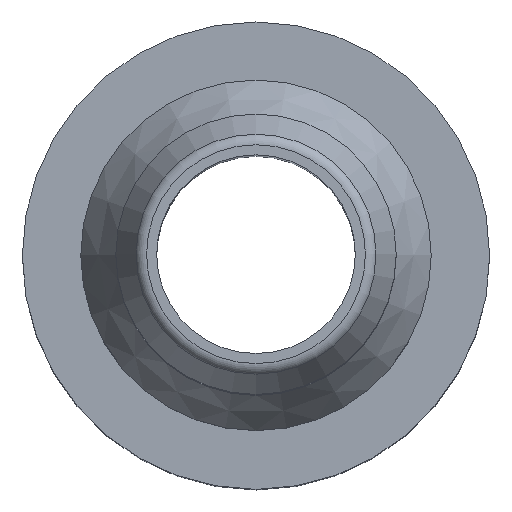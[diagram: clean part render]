
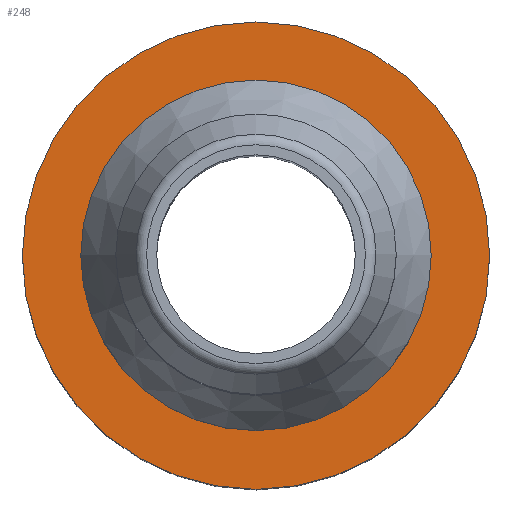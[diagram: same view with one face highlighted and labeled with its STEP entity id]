
A CAD part, top view. The second image highlights one B-rep face of the part: STEP entity #248.
In plain terms, the highlighted planar face has unit normal (0, 0, 1).
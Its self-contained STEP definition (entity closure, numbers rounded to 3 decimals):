
#52=ORIENTED_EDGE('',*,*,#89,.T.);
#53=ORIENTED_EDGE('',*,*,#88,.F.);
#88=EDGE_CURVE('',#110,#110,#132,.T.);
#89=EDGE_CURVE('',#111,#111,#133,.T.);
#110=VERTEX_POINT('',#435);
#111=VERTEX_POINT('',#438);
#132=CIRCLE('',#291,4.);
#133=CIRCLE('',#293,2.75);
#162=EDGE_LOOP('',(#52));
#163=EDGE_LOOP('',(#53));
#206=FACE_BOUND('',#162,.T.);
#207=FACE_BOUND('',#163,.T.);
#237=PLANE('',#292);
#248=ADVANCED_FACE('',(#206,#207),#237,.T.);
#291=AXIS2_PLACEMENT_3D('',#434,#353,#354);
#292=AXIS2_PLACEMENT_3D('',#436,#355,#356);
#293=AXIS2_PLACEMENT_3D('',#437,#357,#358);
#353=DIRECTION('',(0.,0.,-1.));
#354=DIRECTION('',(-1.,0.,0.));
#355=DIRECTION('',(0.,0.,1.));
#356=DIRECTION('',(1.,0.,0.));
#357=DIRECTION('',(0.,0.,-1.));
#358=DIRECTION('',(-1.,0.,0.));
#434=CARTESIAN_POINT('',(0.,0.,-14.7));
#435=CARTESIAN_POINT('',(-4.,0.,-14.7));
#436=CARTESIAN_POINT('',(0.,4.,-14.7));
#437=CARTESIAN_POINT('',(0.,0.,-14.7));
#438=CARTESIAN_POINT('',(-2.75,0.,-14.7));
